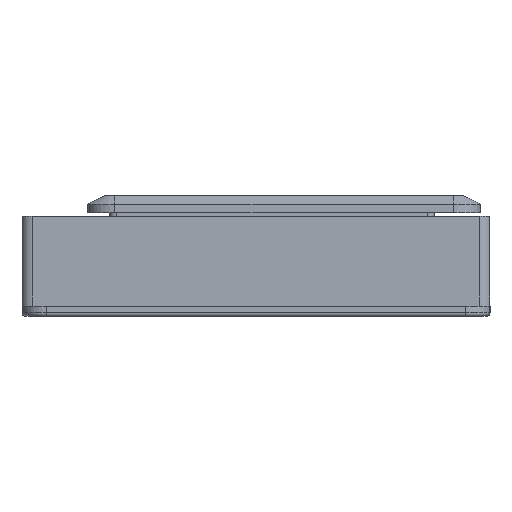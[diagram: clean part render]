
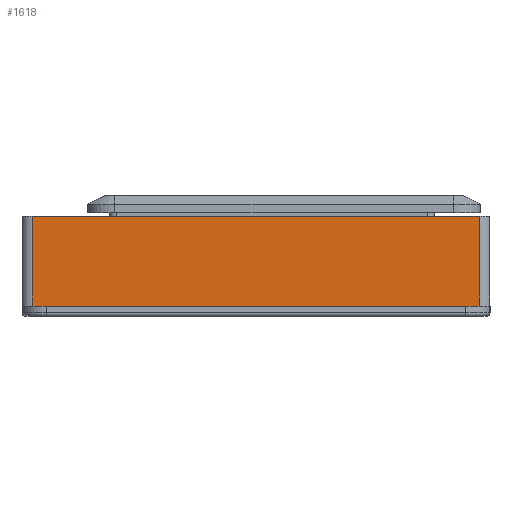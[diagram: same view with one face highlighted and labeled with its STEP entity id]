
A CAD part, left-side view. The second image highlights one B-rep face of the part: STEP entity #1618.
In plain terms, the highlighted planar face has unit normal (-1, 0, 0).
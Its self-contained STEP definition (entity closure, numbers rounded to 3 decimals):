
#244=FACE_OUTER_BOUND('',#340,.T.);
#340=EDGE_LOOP('',(#1315,#1316,#1317,#1318));
#476=LINE('',#2681,#628);
#479=LINE('',#2699,#631);
#480=LINE('',#2701,#632);
#481=LINE('',#2702,#633);
#628=VECTOR('',#2185,10.);
#631=VECTOR('',#2204,10.);
#632=VECTOR('',#2205,10.);
#633=VECTOR('',#2206,10.);
#764=VERTEX_POINT('',#2675);
#766=VERTEX_POINT('',#2679);
#773=VERTEX_POINT('',#2698);
#774=VERTEX_POINT('',#2700);
#958=EDGE_CURVE('',#764,#766,#476,.T.);
#966=EDGE_CURVE('',#773,#766,#479,.T.);
#967=EDGE_CURVE('',#774,#773,#480,.T.);
#968=EDGE_CURVE('',#764,#774,#481,.T.);
#1315=ORIENTED_EDGE('',*,*,#966,.F.);
#1316=ORIENTED_EDGE('',*,*,#967,.F.);
#1317=ORIENTED_EDGE('',*,*,#968,.F.);
#1318=ORIENTED_EDGE('',*,*,#958,.T.);
#1542=PLANE('',#1805);
#1618=ADVANCED_FACE('',(#244),#1542,.T.);
#1805=AXIS2_PLACEMENT_3D('',#2697,#2202,#2203);
#2185=DIRECTION('',(0.,0.,-1.));
#2202=DIRECTION('center_axis',(-1.,0.,0.));
#2203=DIRECTION('ref_axis',(0.,-1.,0.));
#2204=DIRECTION('',(0.,1.,0.));
#2205=DIRECTION('',(0.,0.,-1.));
#2206=DIRECTION('',(0.,-1.,0.));
#2675=CARTESIAN_POINT('',(43.539,150.941,29.));
#2679=CARTESIAN_POINT('',(43.539,150.941,3.));
#2681=CARTESIAN_POINT('',(43.539,150.941,1.5));
#2697=CARTESIAN_POINT('Origin',(43.539,140.941,3.));
#2698=CARTESIAN_POINT('',(43.539,21.441,3.));
#2699=CARTESIAN_POINT('',(43.539,58.816,3.));
#2700=CARTESIAN_POINT('',(43.539,21.441,29.));
#2701=CARTESIAN_POINT('',(43.539,21.441,1.5));
#2702=CARTESIAN_POINT('',(43.539,31.441,29.));
